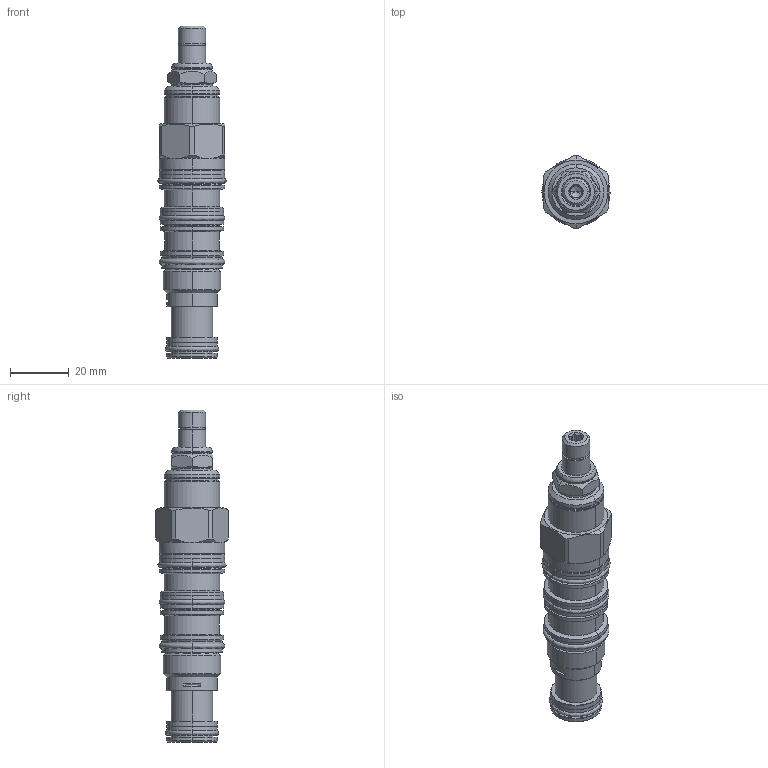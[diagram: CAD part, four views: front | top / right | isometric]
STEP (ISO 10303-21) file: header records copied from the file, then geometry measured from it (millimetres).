
FILE_DESCRIPTION((''),'2;1');
FILE_NAME('RVCD-LAN_PRT','2012-11-12T',('Administrator'),(''),'PRO/ENGINEER BY PARAMETRIC TECHNOLOGY CORPORATION, 2006240','PRO/ENGINEER BY PARAMETRIC TECHNOLOGY CORPORATION, 2006240','');
FILE_SCHEMA(('CONFIG_CONTROL_DESIGN'));
Length unit declared in the file: inch
Products named in the file (1): RVCD-LAN_PRT
Bounding box: 23.29 x 24.84 x 113.51 mm (x, y, z)
Volume: 26489.1 mm3; surface area: 12561.9 mm2
Topology: 6 solids, 7 shells, 295 faces, 674 edges, 405 vertices
Faces by surface type: cylinder 101, plane 72, cone 62, torus 44, revolution 16
Entity records: 10127 total; most frequent: CARTESIAN_POINT 3333, DIRECTION 1520, ORIENTED_EDGE 1340, EDGE_CURVE 670, AXIS2_PLACEMENT_3D 647, VERTEX_POINT 405, CIRCLE 368, EDGE_LOOP 325
